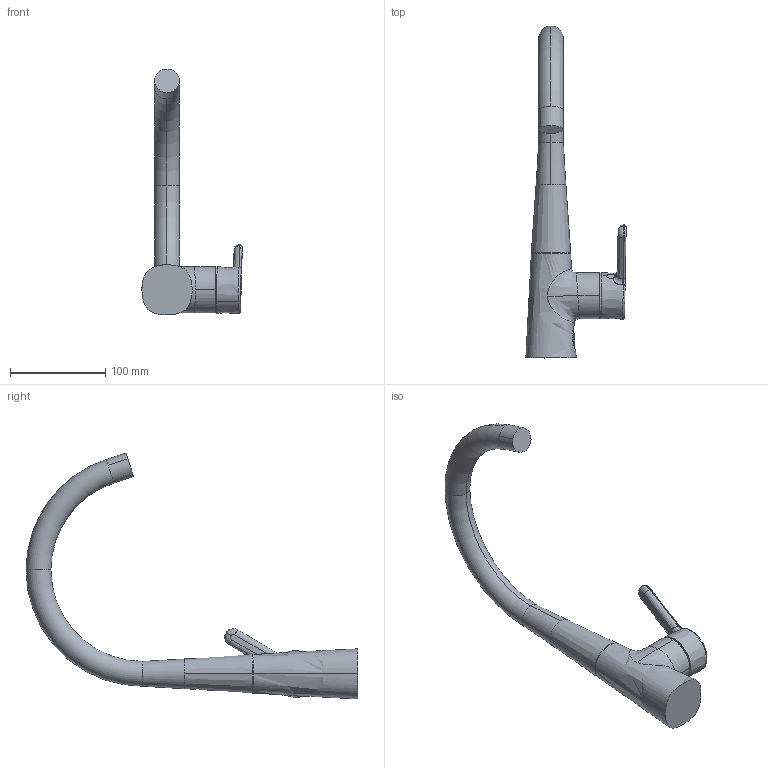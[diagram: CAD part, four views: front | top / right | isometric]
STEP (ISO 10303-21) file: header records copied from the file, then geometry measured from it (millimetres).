
FILE_DESCRIPTION (( 'STEP AP203' ), '1' );
FILE_NAME ('3035F(2017)+51382283.STEP', '2018-01-02T11:47:33', ( '' ), ( '' ), 'SwSTEP 2.0', 'SolidWorks 2016', '' );
FILE_SCHEMA (( 'CONFIG_CONTROL_DESIGN' ));
Length unit declared in the file: millimetre
Products named in the file (1): 3035F(2017)+51382283
Bounding box: 105.07 x 347.74 x 257.71 mm (x, y, z)
Volume: 591266.4 mm3; surface area: 70532.6 mm2
Topology: 1 solids, 1 shells, 61 faces, 151 edges, 95 vertices
Faces by surface type: bspline 30, torus 8, cylinder 8, plane 8, cone 4, sphere 3
Entity records: 8426 total; most frequent: CARTESIAN_POINT 7153, ORIENTED_EDGE 298, DIRECTION 169, EDGE_CURVE 149, VERTEX_POINT 94, B_SPLINE_CURVE_WITH_KNOTS 81, AXIS2_PLACEMENT_3D 74, EDGE_LOOP 65
